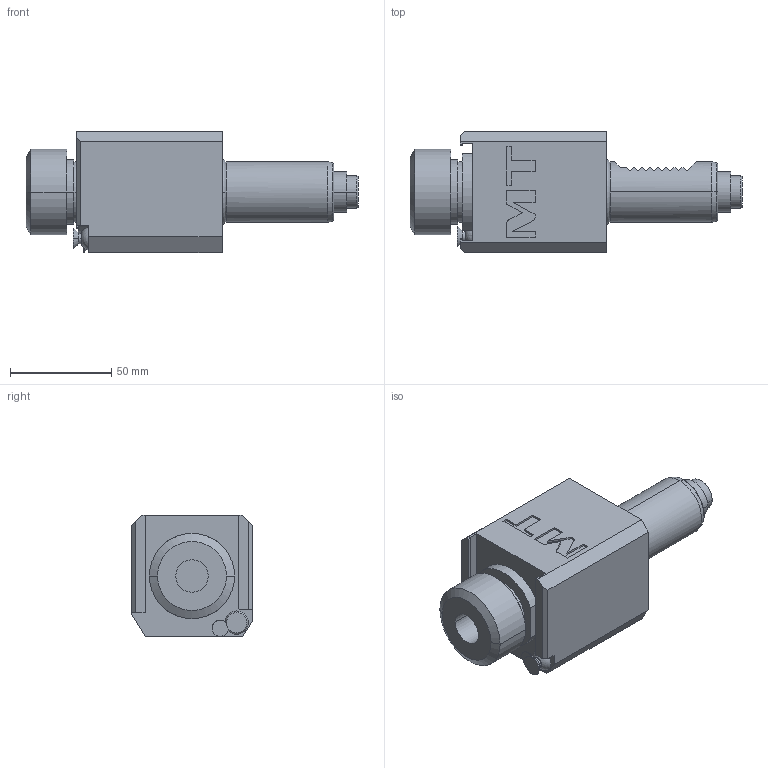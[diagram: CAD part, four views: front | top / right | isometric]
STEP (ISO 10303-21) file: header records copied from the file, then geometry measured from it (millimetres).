
FILE_DESCRIPTION((''),'2;1');
FILE_NAME('SAU1060225_CONF','2023-03-16T16:51:27',('smalpassi'),('M.T. srl'),'CREO PARAMETRIC BY PTC INC, 2021072','CREO PARAMETRIC BY PTC INC, 2021072','');
FILE_SCHEMA(('CONFIG_CONTROL_DESIGN'));
Length unit declared in the file: millimetre
Products named in the file (1): SAU1060225_CONF
Bounding box: 163.66 x 60 x 60 mm (x, y, z)
Volume: 308128.6 mm3; surface area: 36816.6 mm2
Topology: 1 solids, 1 shells, 178 faces, 455 edges, 295 vertices
Faces by surface type: plane 109, cylinder 38, cone 20, torus 6, extrusion 4, sphere 1
Entity records: 5724 total; most frequent: CARTESIAN_POINT 1410, ORIENTED_EDGE 906, DIRECTION 836, EDGE_CURVE 453, VECTOR 302, LINE 298, VERTEX_POINT 295, AXIS2_PLACEMENT_3D 267
